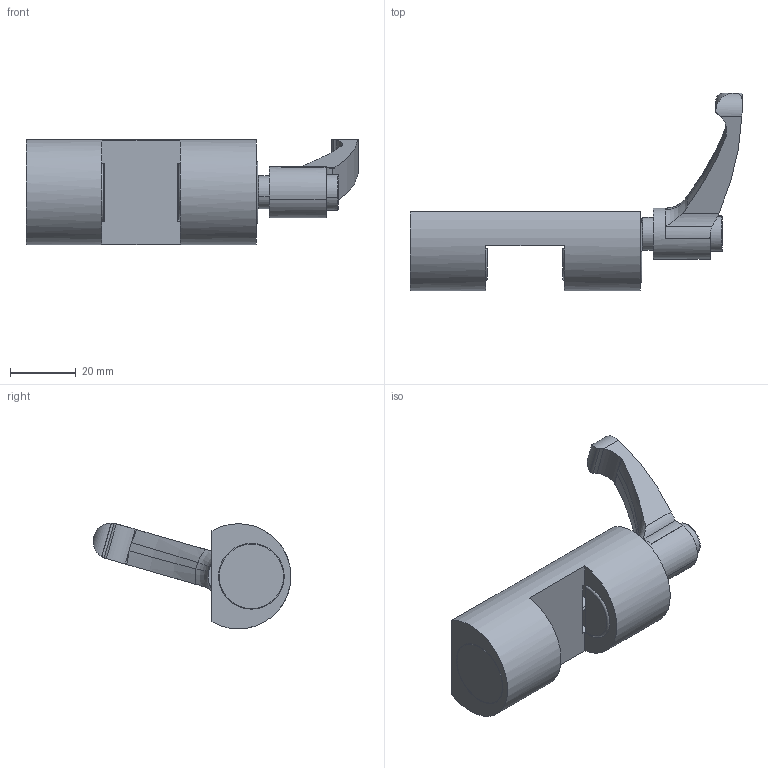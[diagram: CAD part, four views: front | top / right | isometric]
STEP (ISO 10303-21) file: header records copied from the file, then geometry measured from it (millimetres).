
FILE_DESCRIPTION((''),'2;1');
FILE_NAME('FRCMAN25T02LT_SW0001','2017-07-13T18:30:59',('pietro.a'),(''),'CREO PARAMETRIC BY PTC INC, 2016510','CREO PARAMETRIC BY PTC INC, 2016510','');
FILE_SCHEMA(('CONFIG_CONTROL_DESIGN'));
Length unit declared in the file: millimetre
Products named in the file (1): FRCMAN25T02LT_SW0001
Bounding box: 101 x 60.15 x 32.18 mm (x, y, z)
Volume: 41597.4 mm3; surface area: 13238.6 mm2
Topology: 1 solids, 1 shells, 134 faces, 366 edges, 224 vertices
Faces by surface type: cylinder 48, plane 42, cone 32, torus 10, bspline 2
Entity records: 4560 total; most frequent: CARTESIAN_POINT 1172, DIRECTION 717, ORIENTED_EDGE 704, EDGE_CURVE 352, AXIS2_PLACEMENT_3D 286, VERTEX_POINT 224, CIRCLE 154, EDGE_LOOP 148
